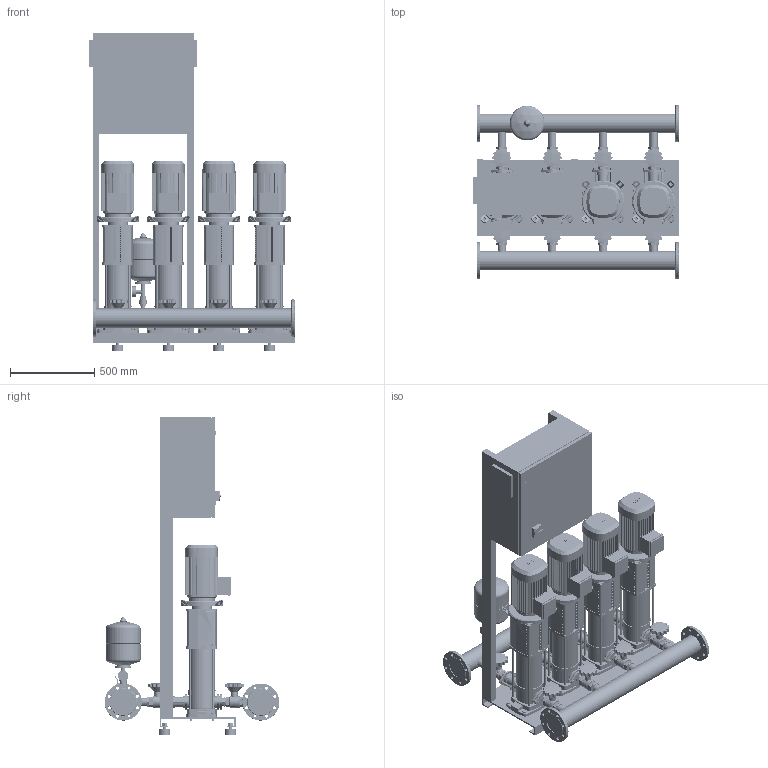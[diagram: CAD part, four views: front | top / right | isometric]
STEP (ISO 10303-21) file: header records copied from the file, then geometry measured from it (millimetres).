
FILE_DESCRIPTION((''),'2;1');
FILE_NAME('3d_CO-4HELIXV1606_K_CC-01-2532223.stp','2016-01-25T09:04:16',(''),(''),'Mechanical Desktop 2009','Mechanical Desktop 2009',', , ');
FILE_SCHEMA(('CONFIG_CONTROL_DESIGN'));
Length unit declared in the file: millimetre
Products named in the file (1): Product
Bounding box: 1220 x 1036 x 1885 mm (x, y, z)
Volume: 252494390.8 mm3; surface area: 13567435.5 mm2
Topology: 202 solids, 202 shells, 6883 faces, 18047 edges, 11812 vertices
Faces by surface type: plane 2874, bspline 1795, cylinder 1756, cone 312, torus 120, sphere 26
Entity records: 227577 total; most frequent: CARTESIAN_POINT 58126, ORIENTED_EDGE 36046, DIRECTION 33099, EDGE_CURVE 18023, VERTEX_POINT 11806, VECTOR 11373, LINE 11373, AXIS2_PLACEMENT_3D 10863
